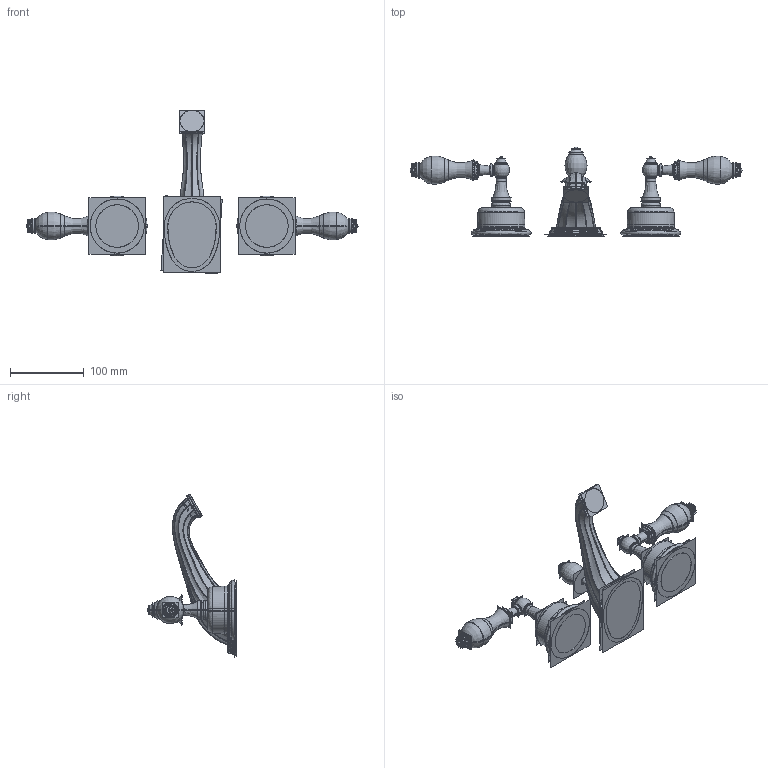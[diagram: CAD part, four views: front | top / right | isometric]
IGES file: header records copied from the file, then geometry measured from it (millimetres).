
Start section:  PTC IGES file: 0914BSN818-ONYX-XX.igs
Global section: file name: 0914BSN818-ONYX-XX.igs; native system: Creo Elements/Pro by Parametric Technology Corporation; preprocessor: 2015070; author: leo; organization: Unknown; date: 20200219.144245; units: inch
Bounding box: 450.75 x 121.92 x 222.24 mm (x, y, z)
Volume: 1804295.9 mm3; surface area: 2636443.1 mm2
Topology: 25 solids, 25 shells, 1850 faces, 12111 edges, 17457 vertices
Faces by surface type: revolution 1174, bspline 580, extrusion 96
